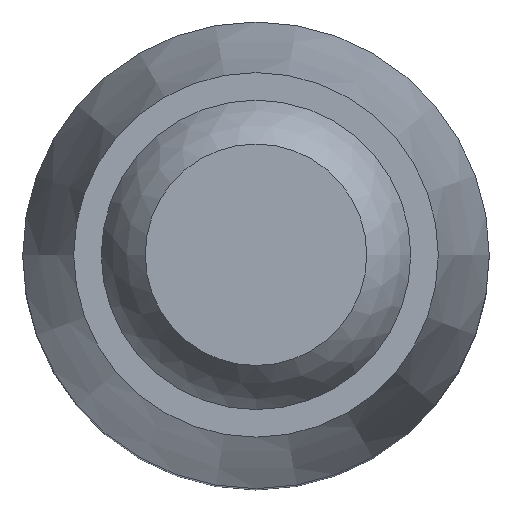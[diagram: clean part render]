
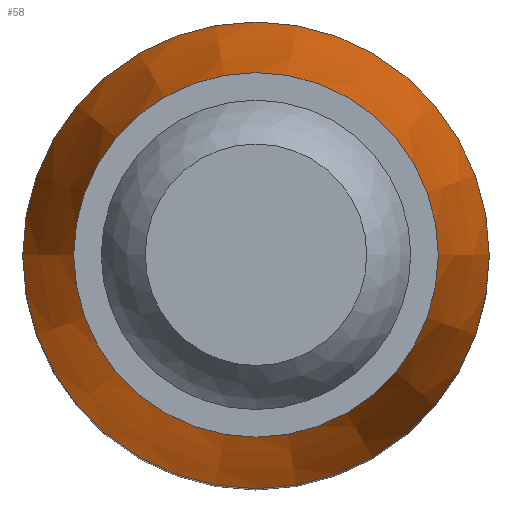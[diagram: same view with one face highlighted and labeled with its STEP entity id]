
A CAD part, top view. The second image highlights one B-rep face of the part: STEP entity #58.
In plain terms, the highlighted conical face has half-angle 11.77 degrees and reference radius 3.125 mm.
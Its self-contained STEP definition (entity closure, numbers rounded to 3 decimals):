
#58 = ADVANCED_FACE( '', ( #123, #124 ), #125, .T. );
#123 = FACE_OUTER_BOUND( '', #197, .T. );
#124 = FACE_BOUND( '', #198, .T. );
#125 = CONICAL_SURFACE( '', #199, 3.125, 0.205 );
#197 = EDGE_LOOP( '', ( #302 ) );
#198 = EDGE_LOOP( '', ( #303 ) );
#199 = AXIS2_PLACEMENT_3D( '', #304, #305, #306 );
#302 = ORIENTED_EDGE( '', *, *, #427, .F. );
#303 = ORIENTED_EDGE( '', *, *, #428, .F. );
#304 = CARTESIAN_POINT( '', ( 0., 0., 18.05 ) );
#305 = DIRECTION( '', ( 0., 0., -1. ) );
#306 = DIRECTION( '', ( -1., 0., 0. ) );
#427 = EDGE_CURVE( '', #502, #502, #503, .F. );
#428 = EDGE_CURVE( '', #504, #504, #505, .T. );
#502 = VERTEX_POINT( '', #602 );
#503 = CIRCLE( '', #603, 4. );
#504 = VERTEX_POINT( '', #604 );
#505 = CIRCLE( '', #605, 3.125 );
#602 = CARTESIAN_POINT( '', ( 4., 0., 13.85 ) );
#603 = AXIS2_PLACEMENT_3D( '', #668, #669, #670 );
#604 = CARTESIAN_POINT( '', ( 3.125, 0., 18.05 ) );
#605 = AXIS2_PLACEMENT_3D( '', #671, #672, #673 );
#668 = CARTESIAN_POINT( '', ( 0., 0., 13.85 ) );
#669 = DIRECTION( '', ( 0., 0., 1. ) );
#670 = DIRECTION( '', ( 1., 0., 0. ) );
#671 = CARTESIAN_POINT( '', ( 0., 0., 18.05 ) );
#672 = DIRECTION( '', ( 0., 0., 1. ) );
#673 = DIRECTION( '', ( 1., 0., 0. ) );
